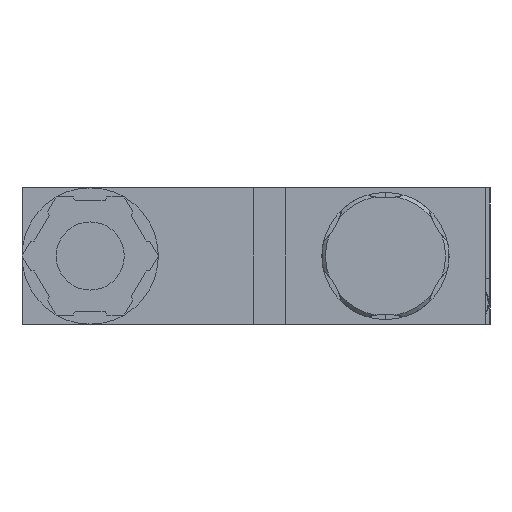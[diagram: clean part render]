
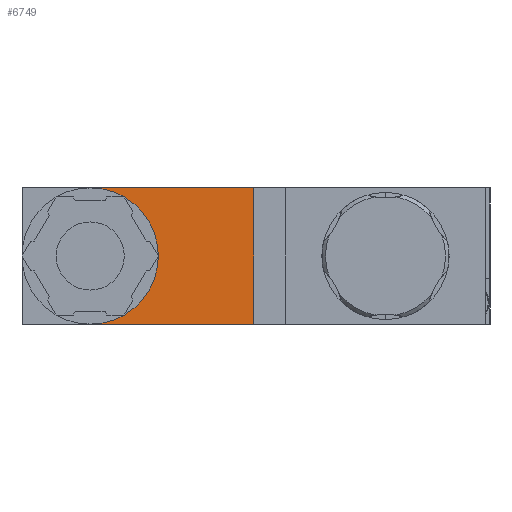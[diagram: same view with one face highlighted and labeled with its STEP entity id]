
A CAD part, left-side view. The second image highlights one B-rep face of the part: STEP entity #6749.
In plain terms, the highlighted face is planar.
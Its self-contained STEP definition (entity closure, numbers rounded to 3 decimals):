
#832 = VERTEX_POINT ( 'NONE', #12056 ) ;
#838 = VERTEX_POINT ( 'NONE', #12041 ) ;
#941 = CARTESIAN_POINT ( 'NONE',  ( 25.1, 14.5, -7.5 ) ) ;
#1736 = CARTESIAN_POINT ( 'NONE',  ( 25.1, 14.5, 7.5 ) ) ;
#5992 = AXIS2_PLACEMENT_3D ( 'NONE', #11011, #11008, #11006 ) ;
#6668 = ORIENTED_EDGE ( 'NONE', *, *, #7525, .F. ) ;
#6669 = ORIENTED_EDGE ( 'NONE', *, *, #7524, .T. ) ;
#6670 = ORIENTED_EDGE ( 'NONE', *, *, #7523, .F. ) ;
#6749 = ADVANCED_FACE ( 'NONE', ( #10042 ), #11730, .T. ) ;
#7523 = EDGE_CURVE ( 'NONE', #12954, #12549, #15334, .T. ) ;
#7524 = EDGE_CURVE ( 'NONE', #832, #12549, #15336, .T. ) ;
#7525 = EDGE_CURVE ( 'NONE', #832, #838, #15339, .T. ) ;
#7526 = EDGE_CURVE ( 'NONE', #838, #12954, #15338, .T. ) ;
#8294 = AXIS2_PLACEMENT_3D ( 'NONE', #11728, #11724, #11722 ) ;
#9278 = ORIENTED_EDGE ( 'NONE', *, *, #7526, .F. ) ;
#9391 = EDGE_LOOP ( 'NONE', ( #9278, #6668, #6669, #6670 ) ) ;
#10042 = FACE_OUTER_BOUND ( 'NONE', #9391, .T. ) ;
#11000 = DIRECTION ( 'NONE',  ( 0., -1., 0. ) ) ;
#11002 = CARTESIAN_POINT ( 'NONE',  ( 25.1, 40., -7.5 ) ) ;
#11006 = DIRECTION ( 'NONE',  ( 0., 0., -1. ) ) ;
#11008 = DIRECTION ( 'NONE',  ( 1., 0., 0. ) ) ;
#11011 = CARTESIAN_POINT ( 'NONE',  ( 25.1, 32.5, 0. ) ) ;
#11014 = DIRECTION ( 'NONE',  ( 0., -1., 0. ) ) ;
#11017 = CARTESIAN_POINT ( 'NONE',  ( 25.1, 40., 7.5 ) ) ;
#11021 = DIRECTION ( 'NONE',  ( 0., 0., 1. ) ) ;
#11023 = CARTESIAN_POINT ( 'NONE',  ( 25.1, 14.5, 0. ) ) ;
#11722 = DIRECTION ( 'NONE',  ( 0., 0., -1. ) ) ;
#11724 = DIRECTION ( 'NONE',  ( 1., 0., 0. ) ) ;
#11728 = CARTESIAN_POINT ( 'NONE',  ( 25.1, 40., 0. ) ) ;
#11730 = PLANE ( 'NONE',  #8294 ) ;
#12041 = CARTESIAN_POINT ( 'NONE',  ( 25.1, 32.5, -7.5 ) ) ;
#12056 = CARTESIAN_POINT ( 'NONE',  ( 25.1, 32.5, 7.5 ) ) ;
#12549 = VERTEX_POINT ( 'NONE', #1736 ) ;
#12954 = VERTEX_POINT ( 'NONE', #941 ) ;
#15334 = LINE ( 'NONE', #11023, #15335 ) ;
#15335 = VECTOR ( 'NONE', #11021, 1000. ) ;
#15336 = LINE ( 'NONE', #11017, #15337 ) ;
#15337 = VECTOR ( 'NONE', #11014, 1000. ) ;
#15338 = LINE ( 'NONE', #11002, #15340 ) ;
#15339 = CIRCLE ( 'NONE', #5992, 7.5 ) ;
#15340 = VECTOR ( 'NONE', #11000, 1000. ) ;
